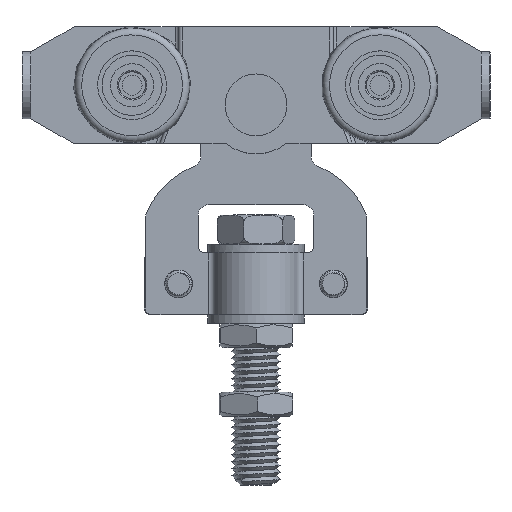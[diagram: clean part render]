
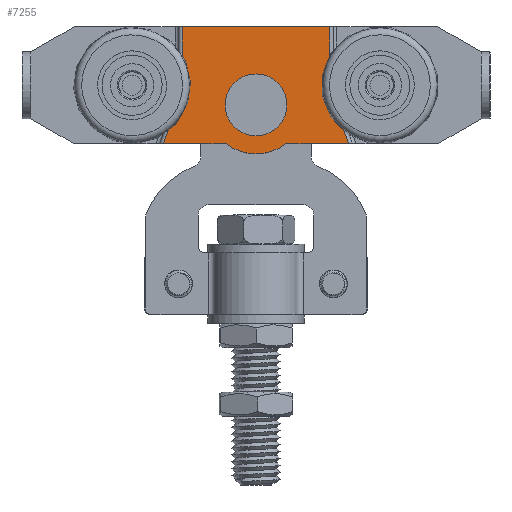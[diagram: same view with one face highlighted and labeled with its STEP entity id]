
A CAD part, top view. The second image highlights one B-rep face of the part: STEP entity #7255.
In plain terms, the highlighted planar face has unit normal (0, 0, 1).
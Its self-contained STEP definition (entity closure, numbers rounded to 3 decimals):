
#4751=CARTESIAN_POINT('',(109.956,205.578,5.5));
#4752=VERTEX_POINT('',#4751);
#4753=CARTESIAN_POINT('',(118.956,205.578,5.5));
#4754=DIRECTION('',(0.,0.,-1.0));
#4755=DIRECTION('',(-1.0,0.,0.));
#4756=AXIS2_PLACEMENT_3D('',#4753,#4754,#4755);
#4757=CIRCLE('',#4756,9.);
#4758=EDGE_CURVE('',#4752,#4752,#4757,.T.);
#6455=CARTESIAN_POINT('',(140.456,228.272,5.5));
#6456=VERTEX_POINT('',#6455);
#6464=CARTESIAN_POINT('',(140.456,209.102,5.5));
#6465=VERTEX_POINT('',#6464);
#6466=CARTESIAN_POINT('',(140.456,228.272,5.5));
#6467=DIRECTION('',(0.0,-1.0,0.0));
#6468=VECTOR('',#6467,19.17);
#6469=LINE('',#6466,#6468);
#6470=EDGE_CURVE('',#6456,#6465,#6469,.T.);
#6495=CARTESIAN_POINT('',(145.854,194.272,5.5));
#6496=VERTEX_POINT('',#6495);
#6513=CARTESIAN_POINT('',(140.456,209.102,5.5));
#6514=DIRECTION('',(0.342,-0.94,0.0));
#6515=VECTOR('',#6514,15.782);
#6516=LINE('',#6513,#6515);
#6517=EDGE_CURVE('',#6465,#6496,#6516,.T.);
#6567=CARTESIAN_POINT('',(127.63,194.272,5.5));
#6568=VERTEX_POINT('',#6567);
#6569=CARTESIAN_POINT('',(145.854,194.272,5.5));
#6570=DIRECTION('',(-1.0,0.0,0.0));
#6571=VECTOR('',#6570,18.224);
#6572=LINE('',#6569,#6571);
#6573=EDGE_CURVE('',#6496,#6568,#6572,.T.);
#6644=CARTESIAN_POINT('',(92.059,194.272,5.5));
#6645=VERTEX_POINT('',#6644);
#6653=CARTESIAN_POINT('',(97.456,209.102,5.5));
#6654=VERTEX_POINT('',#6653);
#6655=CARTESIAN_POINT('',(92.059,194.272,5.5));
#6656=DIRECTION('',(0.342,0.94,0.0));
#6657=VECTOR('',#6656,15.782);
#6658=LINE('',#6655,#6657);
#6659=EDGE_CURVE('',#6645,#6654,#6658,.T.);
#6684=CARTESIAN_POINT('',(97.456,228.272,5.5));
#6685=VERTEX_POINT('',#6684);
#6702=CARTESIAN_POINT('',(97.456,209.102,5.5));
#6703=DIRECTION('',(0.0,1.0,0.0));
#6704=VECTOR('',#6703,19.17);
#6705=LINE('',#6702,#6704);
#6706=EDGE_CURVE('',#6654,#6685,#6705,.T.);
#6765=CARTESIAN_POINT('',(97.456,228.272,5.5));
#6766=DIRECTION('',(1.0,0.0,0.0));
#6767=VECTOR('',#6766,43.);
#6768=LINE('',#6765,#6767);
#6769=EDGE_CURVE('',#6685,#6456,#6768,.T.);
#7202=CARTESIAN_POINT('',(110.283,194.272,5.5));
#7203=VERTEX_POINT('',#7202);
#7210=CARTESIAN_POINT('',(110.283,194.272,5.5));
#7211=DIRECTION('',(-1.0,0.0,0.0));
#7212=VECTOR('',#7211,18.224);
#7213=LINE('',#7210,#7212);
#7214=EDGE_CURVE('',#7203,#6645,#7213,.T.);
#7226=CARTESIAN_POINT('',(118.956,205.578,5.5));
#7227=DIRECTION('',(0.0,0.0,-1.));
#7228=DIRECTION('',(-0.609,-0.793,0.0));
#7229=AXIS2_PLACEMENT_3D('',#7226,#7227,#7228);
#7230=CIRCLE('',#7229,14.25);
#7231=EDGE_CURVE('',#6568,#7203,#7230,.T.);
#7237=CARTESIAN_POINT('',(118.956,209.768,5.5));
#7238=DIRECTION('',(0.0,0.0,1.0));
#7239=DIRECTION('',(1.0,0.0,0.0));
#7240=AXIS2_PLACEMENT_3D('',#7237,#7238,#7239);
#7241=PLANE('',#7240);
#7242=ORIENTED_EDGE('',*,*,#6470,.F.);
#7243=ORIENTED_EDGE('',*,*,#6769,.F.);
#7244=ORIENTED_EDGE('',*,*,#6706,.F.);
#7245=ORIENTED_EDGE('',*,*,#6659,.F.);
#7246=ORIENTED_EDGE('',*,*,#7214,.F.);
#7247=ORIENTED_EDGE('',*,*,#7231,.F.);
#7248=ORIENTED_EDGE('',*,*,#6573,.F.);
#7249=ORIENTED_EDGE('',*,*,#6517,.F.);
#7250=EDGE_LOOP('',(#7242,#7243,#7244,#7245,#7246,#7247,#7248,#7249));
#7251=FACE_OUTER_BOUND('',#7250,.T.);
#7252=ORIENTED_EDGE('',*,*,#4758,.T.);
#7253=EDGE_LOOP('',(#7252));
#7254=FACE_BOUND('',#7253,.T.);
#7255=ADVANCED_FACE('',(#7251,#7254),#7241,.T.);
